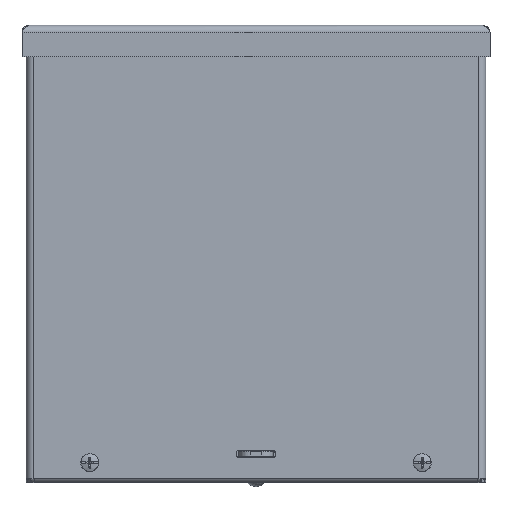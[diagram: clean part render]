
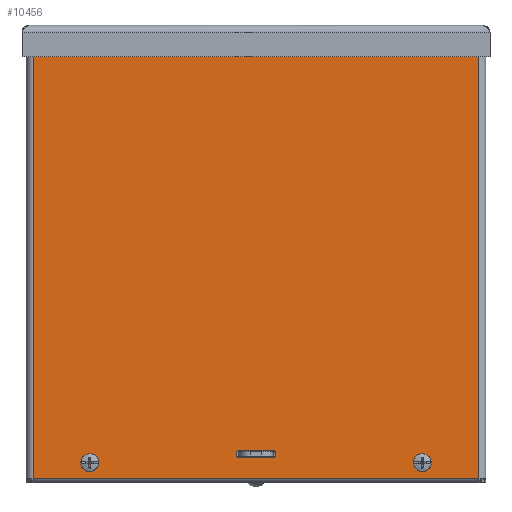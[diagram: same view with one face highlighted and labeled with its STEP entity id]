
A CAD part, top view. The second image highlights one B-rep face of the part: STEP entity #10456.
In plain terms, the highlighted planar face has unit normal (0, 0, 1).
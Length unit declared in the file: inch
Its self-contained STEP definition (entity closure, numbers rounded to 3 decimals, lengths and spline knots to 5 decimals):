
#34 = CIRCLE ( 'NONE', #11559, 0.03125 ) ;
#267 = CARTESIAN_POINT ( 'NONE',  ( -0.39063, -4.44613, 2.19362 ) ) ;
#381 = CARTESIAN_POINT ( 'NONE',  ( 0.39063, -4.41488, 2.19362 ) ) ;
#538 = EDGE_CURVE ( 'NONE', #13607, #10089, #10013, .T. ) ;
#539 = CIRCLE ( 'NONE', #9895, 0.125 ) ;
#714 = CARTESIAN_POINT ( 'NONE',  ( 4.90625, 4.95312, 2.19362 ) ) ;
#782 = DIRECTION ( 'NONE',  ( 0., 0., 1. ) ) ;
#938 = EDGE_CURVE ( 'NONE', #10904, #11568, #7144, .T. ) ;
#1283 = VECTOR ( 'NONE', #1380, 39.37008 ) ;
#1380 = DIRECTION ( 'NONE',  ( 1., 0., 0. ) ) ;
#1570 = CARTESIAN_POINT ( 'NONE',  ( 3.78125, -4.5625, 2.19362 ) ) ;
#1763 = DIRECTION ( 'NONE',  ( 0., 0., 1. ) ) ;
#1778 = ORIENTED_EDGE ( 'NONE', *, *, #8546, .T. ) ;
#2264 = CARTESIAN_POINT ( 'NONE',  ( 0.39063, -4.32113, 2.19362 ) ) ;
#2327 = CARTESIAN_POINT ( 'NONE',  ( 0.39062, -4.44613, 2.19362 ) ) ;
#2726 = EDGE_LOOP ( 'NONE', ( #17009, #11358, #9702, #7494, #16223, #7285, #16407, #8474 ) ) ;
#2912 = AXIS2_PLACEMENT_3D ( 'NONE', #381, #1763, #14098 ) ;
#2956 = VERTEX_POINT ( 'NONE', #714 ) ;
#3026 = CARTESIAN_POINT ( 'NONE',  ( 3.78125, 4.59375, 2.19362 ) ) ;
#3106 = DIRECTION ( 'NONE',  ( -1., 0., 0. ) ) ;
#3529 = DIRECTION ( 'NONE',  ( 0., 0., 1. ) ) ;
#3859 = CARTESIAN_POINT ( 'NONE',  ( -0.42188, -4.32113, 2.19362 ) ) ;
#4053 = AXIS2_PLACEMENT_3D ( 'NONE', #14793, #5001, #14973 ) ;
#4158 = DIRECTION ( 'NONE',  ( 0., 1., 0. ) ) ;
#4170 = VERTEX_POINT ( 'NONE', #17075 ) ;
#4211 = LINE ( 'NONE', #14701, #4634 ) ;
#4489 = CIRCLE ( 'NONE', #7266, 0.125 ) ;
#4584 = EDGE_CURVE ( 'NONE', #13607, #6546, #4211, .T. ) ;
#4634 = VECTOR ( 'NONE', #9024, 39.37008 ) ;
#4722 = EDGE_CURVE ( 'NONE', #7224, #7224, #4489, .T. ) ;
#4751 = DIRECTION ( 'NONE',  ( -0.707, -0.707, 0. ) ) ;
#4754 = FACE_BOUND ( 'NONE', #14379, .T. ) ;
#4937 = ORIENTED_EDGE ( 'NONE', *, *, #10161, .T. ) ;
#4995 = ORIENTED_EDGE ( 'NONE', *, *, #13916, .T. ) ;
#5001 = DIRECTION ( 'NONE',  ( 0., 0., -1. ) ) ;
#5069 = DIRECTION ( 'NONE',  ( 0.707, 0.707, 0. ) ) ;
#5317 = DIRECTION ( 'NONE',  ( -1., 0., 0. ) ) ;
#5502 = LINE ( 'NONE', #17263, #11863 ) ;
#5887 = ORIENTED_EDGE ( 'NONE', *, *, #17596, .T. ) ;
#6005 = DIRECTION ( 'NONE',  ( 0., 1., 0. ) ) ;
#6064 = LINE ( 'NONE', #10951, #13923 ) ;
#6207 = LINE ( 'NONE', #8133, #17097 ) ;
#6301 = DIRECTION ( 'NONE',  ( 1., 0., 0. ) ) ;
#6342 = VERTEX_POINT ( 'NONE', #3026 ) ;
#6546 = VERTEX_POINT ( 'NONE', #16709 ) ;
#6788 = VERTEX_POINT ( 'NONE', #1570 ) ;
#6943 = EDGE_CURVE ( 'NONE', #12822, #11568, #15616, .T. ) ;
#7144 = CIRCLE ( 'NONE', #15095, 0.03125 ) ;
#7224 = VERTEX_POINT ( 'NONE', #13866 ) ;
#7266 = AXIS2_PLACEMENT_3D ( 'NONE', #13682, #17723, #10934 ) ;
#7285 = ORIENTED_EDGE ( 'NONE', *, *, #14497, .F. ) ;
#7305 = CARTESIAN_POINT ( 'NONE',  ( -0.42188, -4.41488, 2.19362 ) ) ;
#7483 = EDGE_LOOP ( 'NONE', ( #14724 ) ) ;
#7494 = ORIENTED_EDGE ( 'NONE', *, *, #938, .F. ) ;
#7583 = VECTOR ( 'NONE', #3106, 39.37008 ) ;
#7692 = DIRECTION ( 'NONE',  ( 0., 0., -1. ) ) ;
#7883 = EDGE_CURVE ( 'NONE', #12939, #10089, #14124, .T. ) ;
#7940 = EDGE_LOOP ( 'NONE', ( #5887, #14270, #4995, #4937 ) ) ;
#8133 = CARTESIAN_POINT ( 'NONE',  ( -0.42188, -2.21525, 2.19362 ) ) ;
#8177 = EDGE_CURVE ( 'NONE', #6342, #6342, #11058, .T. ) ;
#8366 = LINE ( 'NONE', #12285, #13852 ) ;
#8474 = ORIENTED_EDGE ( 'NONE', *, *, #538, .F. ) ;
#8546 = EDGE_CURVE ( 'NONE', #4170, #4170, #11498, .T. ) ;
#8839 = CARTESIAN_POINT ( 'NONE',  ( 0., 0.01562, 2.19362 ) ) ;
#9024 = DIRECTION ( 'NONE',  ( 0., -1., 0. ) ) ;
#9288 = FACE_BOUND ( 'NONE', #14682, .T. ) ;
#9702 = ORIENTED_EDGE ( 'NONE', *, *, #6943, .T. ) ;
#9869 = CARTESIAN_POINT ( 'NONE',  ( 3.65625, 4.59375, 2.19362 ) ) ;
#9895 = AXIS2_PLACEMENT_3D ( 'NONE', #14627, #7692, #6301 ) ;
#10013 = CIRCLE ( 'NONE', #16736, 0.03125 ) ;
#10089 = VERTEX_POINT ( 'NONE', #17387 ) ;
#10161 = EDGE_CURVE ( 'NONE', #11342, #17410, #6064, .T. ) ;
#10205 = CARTESIAN_POINT ( 'NONE',  ( -4.90625, 2.48438, 2.19362 ) ) ;
#10370 = PLANE ( 'NONE',  #10857 ) ;
#10456 = ADVANCED_FACE ( 'NONE', ( #17581, #11315, #4754, #15850, #16739, #9288 ), #10370, .F. ) ;
#10556 = AXIS2_PLACEMENT_3D ( 'NONE', #9869, #12556, #11187 ) ;
#10857 = AXIS2_PLACEMENT_3D ( 'NONE', #8839, #15966, #17365 ) ;
#10904 = VERTEX_POINT ( 'NONE', #7305 ) ;
#10922 = CARTESIAN_POINT ( 'NONE',  ( -0.39063, -4.28988, 2.19362 ) ) ;
#10934 = DIRECTION ( 'NONE',  ( 1., 0., 0. ) ) ;
#10941 = CARTESIAN_POINT ( 'NONE',  ( -4.90625, -4.92188, 2.19362 ) ) ;
#10951 = CARTESIAN_POINT ( 'NONE',  ( -5.059, -4.92188, 2.19362 ) ) ;
#11058 = CIRCLE ( 'NONE', #10556, 0.125 ) ;
#11187 = DIRECTION ( 'NONE',  ( 1., 0., 0. ) ) ;
#11315 = FACE_BOUND ( 'NONE', #7483, .T. ) ;
#11342 = VERTEX_POINT ( 'NONE', #10941 ) ;
#11358 = ORIENTED_EDGE ( 'NONE', *, *, #11451, .F. ) ;
#11451 = EDGE_CURVE ( 'NONE', #12822, #6546, #17478, .T. ) ;
#11498 = CIRCLE ( 'NONE', #4053, 0.125 ) ;
#11559 = AXIS2_PLACEMENT_3D ( 'NONE', #14672, #782, #16063 ) ;
#11568 = VERTEX_POINT ( 'NONE', #267 ) ;
#11619 = EDGE_CURVE ( 'NONE', #6788, #6788, #539, .T. ) ;
#11863 = VECTOR ( 'NONE', #6005, 39.37008 ) ;
#11976 = ORIENTED_EDGE ( 'NONE', *, *, #11619, .T. ) ;
#12050 = LINE ( 'NONE', #10205, #17888 ) ;
#12285 = CARTESIAN_POINT ( 'NONE',  ( 5.059, 4.95313, 2.19362 ) ) ;
#12556 = DIRECTION ( 'NONE',  ( 0., 0., -1. ) ) ;
#12822 = VERTEX_POINT ( 'NONE', #2327 ) ;
#12939 = VERTEX_POINT ( 'NONE', #10922 ) ;
#13357 = CARTESIAN_POINT ( 'NONE',  ( -4.90625, 4.95312, 2.19362 ) ) ;
#13433 = DIRECTION ( 'NONE',  ( 0., 0., 1. ) ) ;
#13607 = VERTEX_POINT ( 'NONE', #13819 ) ;
#13682 = CARTESIAN_POINT ( 'NONE',  ( -3.65625, -4.5625, 2.19362 ) ) ;
#13819 = CARTESIAN_POINT ( 'NONE',  ( 0.42187, -4.32113, 2.19362 ) ) ;
#13852 = VECTOR ( 'NONE', #5317, 39.37008 ) ;
#13866 = CARTESIAN_POINT ( 'NONE',  ( -3.53125, -4.5625, 2.19362 ) ) ;
#13916 = EDGE_CURVE ( 'NONE', #15536, #11342, #12050, .T. ) ;
#13923 = VECTOR ( 'NONE', #15010, 39.37008 ) ;
#14098 = DIRECTION ( 'NONE',  ( 0.707, -0.707, 0. ) ) ;
#14124 = LINE ( 'NONE', #15219, #1283 ) ;
#14180 = CARTESIAN_POINT ( 'NONE',  ( 0.21094, -4.44613, 2.19362 ) ) ;
#14270 = ORIENTED_EDGE ( 'NONE', *, *, #16959, .T. ) ;
#14342 = DIRECTION ( 'NONE',  ( 0., -1., 0. ) ) ;
#14379 = EDGE_LOOP ( 'NONE', ( #1778 ) ) ;
#14497 = EDGE_CURVE ( 'NONE', #12939, #15003, #34, .T. ) ;
#14627 = CARTESIAN_POINT ( 'NONE',  ( 3.65625, -4.5625, 2.19362 ) ) ;
#14672 = CARTESIAN_POINT ( 'NONE',  ( -0.39063, -4.32113, 2.19362 ) ) ;
#14682 = EDGE_LOOP ( 'NONE', ( #15092 ) ) ;
#14701 = CARTESIAN_POINT ( 'NONE',  ( 0.42188, -2.13713, 2.19362 ) ) ;
#14724 = ORIENTED_EDGE ( 'NONE', *, *, #4722, .T. ) ;
#14793 = CARTESIAN_POINT ( 'NONE',  ( -3.65625, 4.59375, 2.19362 ) ) ;
#14973 = DIRECTION ( 'NONE',  ( 1., 0., 0. ) ) ;
#15003 = VERTEX_POINT ( 'NONE', #3859 ) ;
#15010 = DIRECTION ( 'NONE',  ( 1., 0., 0. ) ) ;
#15071 = CARTESIAN_POINT ( 'NONE',  ( 4.90625, -4.92188, 2.19362 ) ) ;
#15092 = ORIENTED_EDGE ( 'NONE', *, *, #8177, .T. ) ;
#15095 = AXIS2_PLACEMENT_3D ( 'NONE', #17396, #3529, #4751 ) ;
#15219 = CARTESIAN_POINT ( 'NONE',  ( -0.21094, -4.28988, 2.19362 ) ) ;
#15536 = VERTEX_POINT ( 'NONE', #13357 ) ;
#15616 = LINE ( 'NONE', #14180, #7583 ) ;
#15664 = EDGE_LOOP ( 'NONE', ( #11976 ) ) ;
#15850 = FACE_BOUND ( 'NONE', #2726, .T. ) ;
#15966 = DIRECTION ( 'NONE',  ( 0., 0., -1. ) ) ;
#16063 = DIRECTION ( 'NONE',  ( -0.707, 0.707, 0. ) ) ;
#16223 = ORIENTED_EDGE ( 'NONE', *, *, #17007, .T. ) ;
#16407 = ORIENTED_EDGE ( 'NONE', *, *, #7883, .T. ) ;
#16709 = CARTESIAN_POINT ( 'NONE',  ( 0.42187, -4.41488, 2.19362 ) ) ;
#16736 = AXIS2_PLACEMENT_3D ( 'NONE', #2264, #13433, #5069 ) ;
#16739 = FACE_BOUND ( 'NONE', #15664, .T. ) ;
#16959 = EDGE_CURVE ( 'NONE', #2956, #15536, #8366, .T. ) ;
#17007 = EDGE_CURVE ( 'NONE', #10904, #15003, #6207, .T. ) ;
#17009 = ORIENTED_EDGE ( 'NONE', *, *, #4584, .T. ) ;
#17075 = CARTESIAN_POINT ( 'NONE',  ( -3.53125, 4.59375, 2.19362 ) ) ;
#17097 = VECTOR ( 'NONE', #4158, 39.37008 ) ;
#17263 = CARTESIAN_POINT ( 'NONE',  ( 4.90625, -2.45313, 2.19362 ) ) ;
#17365 = DIRECTION ( 'NONE',  ( 1., 0., 0. ) ) ;
#17387 = CARTESIAN_POINT ( 'NONE',  ( 0.39062, -4.28988, 2.19362 ) ) ;
#17396 = CARTESIAN_POINT ( 'NONE',  ( -0.39063, -4.41488, 2.19362 ) ) ;
#17410 = VERTEX_POINT ( 'NONE', #15071 ) ;
#17478 = CIRCLE ( 'NONE', #2912, 0.03125 ) ;
#17581 = FACE_OUTER_BOUND ( 'NONE', #7940, .T. ) ;
#17596 = EDGE_CURVE ( 'NONE', #17410, #2956, #5502, .T. ) ;
#17723 = DIRECTION ( 'NONE',  ( 0., 0., -1. ) ) ;
#17888 = VECTOR ( 'NONE', #14342, 39.37008 ) ;
